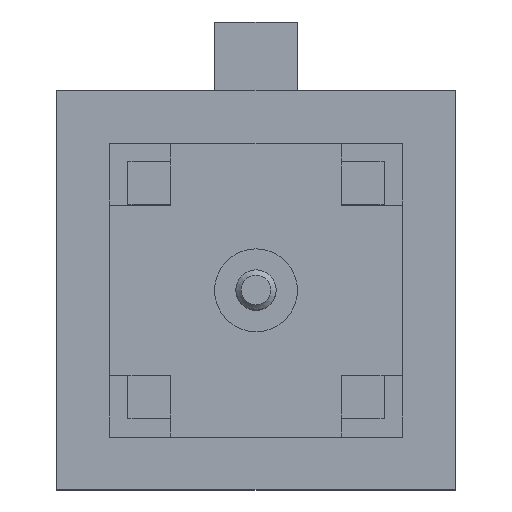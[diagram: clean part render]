
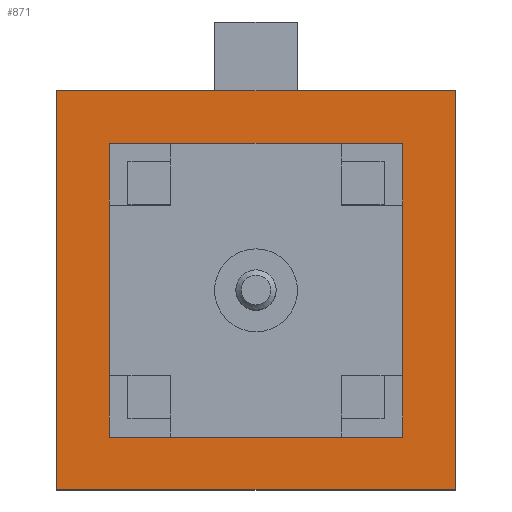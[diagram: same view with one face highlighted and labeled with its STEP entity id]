
A CAD part, top view. The second image highlights one B-rep face of the part: STEP entity #871.
In plain terms, the highlighted planar face has unit normal (0, 0, 1).
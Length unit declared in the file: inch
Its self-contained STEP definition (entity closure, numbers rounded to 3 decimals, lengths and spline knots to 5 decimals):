
#3 = PLANE ( 'NONE',  #55 ) ;
#15 = EDGE_CURVE ( 'NONE', #1992, #820, #290, .T. ) ;
#21 = LINE ( 'NONE', #1879, #495 ) ;
#27 = VECTOR ( 'NONE', #1829, 39.37008 ) ;
#44 = ORIENTED_EDGE ( 'NONE', *, *, #1378, .T. ) ;
#55 = AXIS2_PLACEMENT_3D ( 'NONE', #1619, #926, #876 ) ;
#64 = ORIENTED_EDGE ( 'NONE', *, *, #1824, .F. ) ;
#65 = CARTESIAN_POINT ( 'NONE',  ( 0.1378, -0.1378, 0. ) ) ;
#84 = DIRECTION ( 'NONE',  ( 1., 0., 0. ) ) ;
#108 = CARTESIAN_POINT ( 'NONE',  ( 0.18701, -0.18701, 0. ) ) ;
#159 = CARTESIAN_POINT ( 'NONE',  ( 0.1378, 0.1378, 0. ) ) ;
#175 = DIRECTION ( 'NONE',  ( 1., 0., 0. ) ) ;
#290 = LINE ( 'NONE', #1044, #837 ) ;
#326 = EDGE_LOOP ( 'NONE', ( #1630, #44, #2411, #1603 ) ) ;
#329 = CARTESIAN_POINT ( 'NONE',  ( -0.1378, -0.1378, 0. ) ) ;
#369 = VECTOR ( 'NONE', #84, 39.37008 ) ;
#464 = ORIENTED_EDGE ( 'NONE', *, *, #1554, .F. ) ;
#469 = LINE ( 'NONE', #1211, #27 ) ;
#495 = VECTOR ( 'NONE', #932, 39.37008 ) ;
#496 = CARTESIAN_POINT ( 'NONE',  ( -0.18701, -0.18701, 0. ) ) ;
#507 = EDGE_CURVE ( 'NONE', #1917, #924, #1543, .T. ) ;
#612 = EDGE_CURVE ( 'NONE', #2028, #869, #829, .T. ) ;
#619 = CARTESIAN_POINT ( 'NONE',  ( -0.18701, -0.18701, 0. ) ) ;
#633 = CARTESIAN_POINT ( 'NONE',  ( 0.18701, 0.18701, 0. ) ) ;
#686 = LINE ( 'NONE', #2011, #860 ) ;
#744 = FACE_OUTER_BOUND ( 'NONE', #326, .T. ) ;
#820 = VERTEX_POINT ( 'NONE', #633 ) ;
#829 = LINE ( 'NONE', #1584, #1216 ) ;
#837 = VECTOR ( 'NONE', #1608, 39.37008 ) ;
#860 = VECTOR ( 'NONE', #1072, 39.37008 ) ;
#869 = VERTEX_POINT ( 'NONE', #159 ) ;
#871 = ADVANCED_FACE ( 'NONE', ( #744, #1428 ), #3, .F. ) ;
#876 = DIRECTION ( 'NONE',  ( 0., -1., 0. ) ) ;
#906 = LINE ( 'NONE', #2016, #1509 ) ;
#924 = VERTEX_POINT ( 'NONE', #496 ) ;
#926 = DIRECTION ( 'NONE',  ( 0., 0., -1. ) ) ;
#932 = DIRECTION ( 'NONE',  ( -1., 0., 0. ) ) ;
#964 = CARTESIAN_POINT ( 'NONE',  ( -0.18701, 0.18701, 0. ) ) ;
#1044 = CARTESIAN_POINT ( 'NONE',  ( 0.18701, -0.18701, 0. ) ) ;
#1072 = DIRECTION ( 'NONE',  ( 0., -1., 0. ) ) ;
#1093 = CARTESIAN_POINT ( 'NONE',  ( -0.1378, 0.1378, 0. ) ) ;
#1139 = VERTEX_POINT ( 'NONE', #1399 ) ;
#1211 = CARTESIAN_POINT ( 'NONE',  ( -0.18701, 0.18701, 0. ) ) ;
#1216 = VECTOR ( 'NONE', #2346, 39.37008 ) ;
#1257 = ORIENTED_EDGE ( 'NONE', *, *, #1990, .F. ) ;
#1262 = ORIENTED_EDGE ( 'NONE', *, *, #612, .F. ) ;
#1378 = EDGE_CURVE ( 'NONE', #820, #1917, #469, .T. ) ;
#1399 = CARTESIAN_POINT ( 'NONE',  ( -0.1378, -0.1378, 0. ) ) ;
#1425 = VERTEX_POINT ( 'NONE', #1093 ) ;
#1428 = FACE_BOUND ( 'NONE', #1987, .T. ) ;
#1509 = VECTOR ( 'NONE', #175, 39.37008 ) ;
#1543 = LINE ( 'NONE', #619, #1653 ) ;
#1554 = EDGE_CURVE ( 'NONE', #869, #1425, #21, .T. ) ;
#1584 = CARTESIAN_POINT ( 'NONE',  ( 0.1378, -0.1378, 0. ) ) ;
#1603 = ORIENTED_EDGE ( 'NONE', *, *, #2308, .T. ) ;
#1608 = DIRECTION ( 'NONE',  ( 0., 1., 0. ) ) ;
#1619 = CARTESIAN_POINT ( 'NONE',  ( 0., 0., 0. ) ) ;
#1630 = ORIENTED_EDGE ( 'NONE', *, *, #15, .T. ) ;
#1653 = VECTOR ( 'NONE', #1984, 39.37008 ) ;
#1824 = EDGE_CURVE ( 'NONE', #1139, #2028, #2008, .T. ) ;
#1829 = DIRECTION ( 'NONE',  ( -1., 0., 0. ) ) ;
#1879 = CARTESIAN_POINT ( 'NONE',  ( -0.1378, 0.1378, 0. ) ) ;
#1917 = VERTEX_POINT ( 'NONE', #964 ) ;
#1984 = DIRECTION ( 'NONE',  ( 0., -1., 0. ) ) ;
#1987 = EDGE_LOOP ( 'NONE', ( #64, #1257, #464, #1262 ) ) ;
#1990 = EDGE_CURVE ( 'NONE', #1425, #1139, #686, .T. ) ;
#1992 = VERTEX_POINT ( 'NONE', #108 ) ;
#2008 = LINE ( 'NONE', #329, #369 ) ;
#2011 = CARTESIAN_POINT ( 'NONE',  ( -0.1378, -0.1378, 0. ) ) ;
#2016 = CARTESIAN_POINT ( 'NONE',  ( -0.18701, -0.18701, 0. ) ) ;
#2028 = VERTEX_POINT ( 'NONE', #65 ) ;
#2308 = EDGE_CURVE ( 'NONE', #924, #1992, #906, .T. ) ;
#2346 = DIRECTION ( 'NONE',  ( 0., 1., 0. ) ) ;
#2411 = ORIENTED_EDGE ( 'NONE', *, *, #507, .T. ) ;
